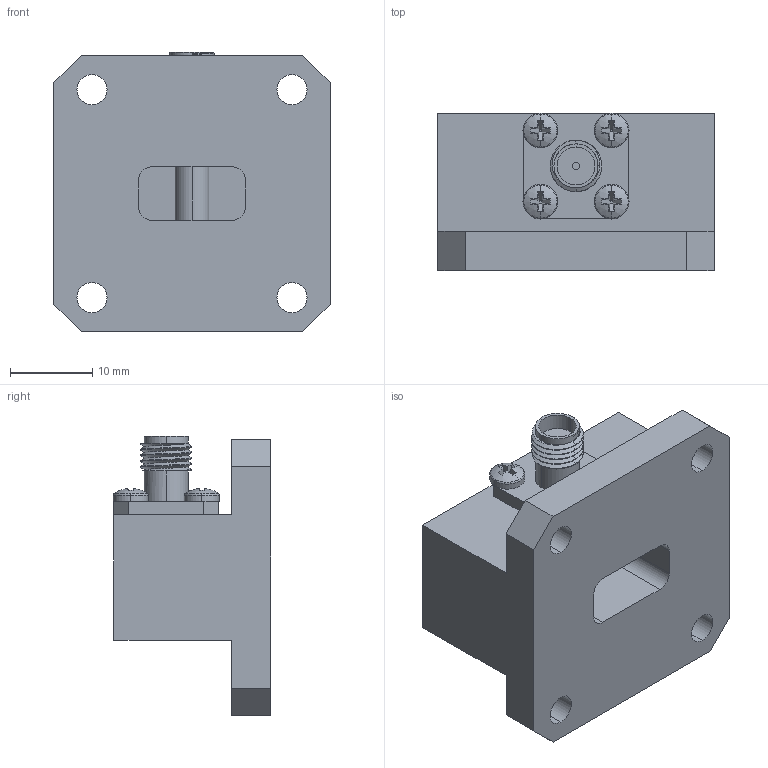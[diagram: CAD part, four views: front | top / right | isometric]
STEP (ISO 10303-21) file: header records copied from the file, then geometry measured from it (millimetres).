
FILE_DESCRIPTION (( 'STEP AP214' ), '1' );
FILE_NAME ('51CA1233.STEP', '2023-03-03T16:05:59', ( '' ), ( '' ), 'SwSTEP 2.0', 'SolidWorks 2022', '' );
FILE_SCHEMA (( 'AUTOMOTIVE_DESIGN' ));
Length unit declared in the file: inch
Products named in the file (4): 500262_ALT; 051017; 51CA1233; pan cross head_ai_CR-PHMS 0.086-56x0.188x0.188-S
Assembly tree (6 placements, depth 2):
  51CA1233
    051017
    500262_ALT
    pan cross head_ai_CR-PHMS 0.086-56x0.188x0.188-S  x4
Bounding box: 33.53 x 19.14 x 33.91 mm (x, y, z)
Volume: 11707.9 mm3; surface area: 6204.7 mm2
Topology: 6 solids, 6 shells, 461 faces, 1188 edges, 744 vertices
Faces by surface type: cone 176, cylinder 148, plane 96, bspline 25, torus 8, sphere 8
Entity records: 8242 total; most frequent: CARTESIAN_POINT 2829, ORIENTED_EDGE 1064, DIRECTION 1056, EDGE_CURVE 532, AXIS2_PLACEMENT_3D 409, VERTEX_POINT 342, LINE 238, VECTOR 238
